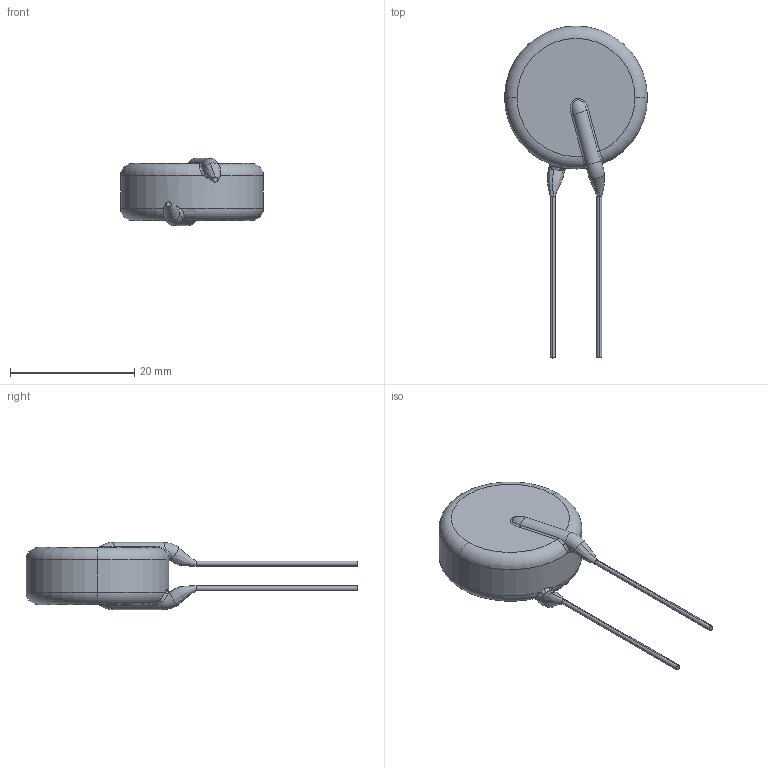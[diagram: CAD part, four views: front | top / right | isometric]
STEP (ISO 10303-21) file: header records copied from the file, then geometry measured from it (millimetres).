
FILE_DESCRIPTION (( 'STEP AP214' ), '1' );
FILE_NAME ('V1000LA160BPX10.STEP', '2023-12-21T04:23:20', ( '' ), ( '' ), 'SwSTEP 2.0', 'SolidWorks 2021', '' );
FILE_SCHEMA (( 'AUTOMOTIVE_DESIGN' ));
Length unit declared in the file: millimetre
Products named in the file (1): V1000LA160BPX10
Bounding box: 23 x 53.4 x 10.8 mm (x, y, z)
Volume: 3794.2 mm3; surface area: 1581.6 mm2
Topology: 3 solids, 3 shells, 50 faces, 108 edges, 64 vertices
Faces by surface type: bspline 20, cylinder 12, torus 10, plane 8
Entity records: 2330 total; most frequent: CARTESIAN_POINT 1297, ORIENTED_EDGE 216, DIRECTION 188, EDGE_CURVE 108, AXIS2_PLACEMENT_3D 87, VERTEX_POINT 64, CIRCLE 56, EDGE_LOOP 50
